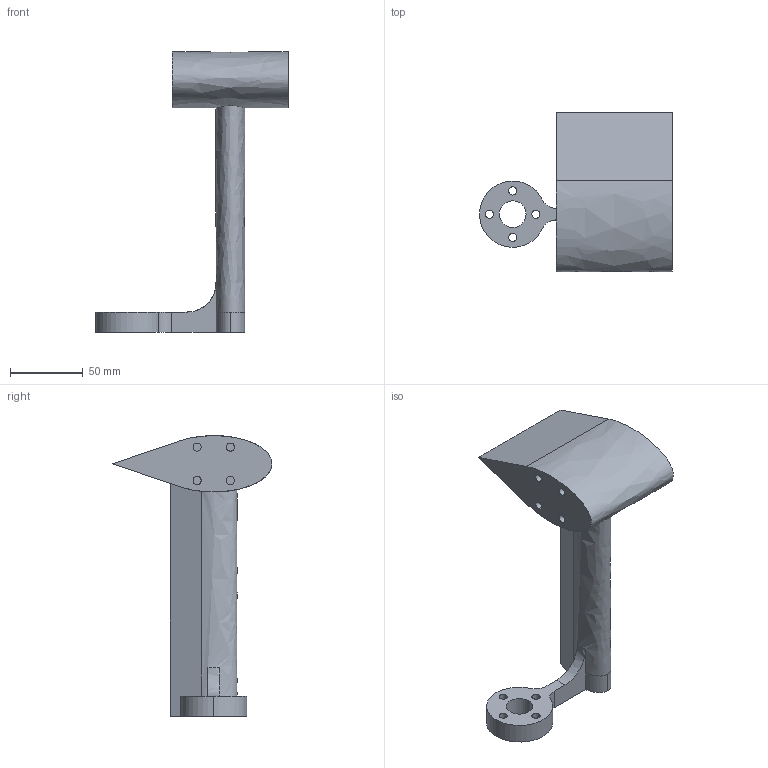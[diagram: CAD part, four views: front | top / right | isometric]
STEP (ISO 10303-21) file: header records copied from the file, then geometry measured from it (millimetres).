
FILE_DESCRIPTION (( 'STEP AP203' ), '1' );
FILE_NAME ('Cruise_Mount_Streamlined.STEP', '2025-09-04T14:20:35', ( '' ), ( '' ), 'SwSTEP 2.0', 'SolidWorks 2024', '' );
FILE_SCHEMA (( 'CONFIG_CONTROL_DESIGN' ));
Length unit declared in the file: millimetre
Products named in the file (1): Cruise_Mount_Streamlined
Bounding box: 132.8 x 110 x 193.42 mm (x, y, z)
Volume: 339506.8 mm3; surface area: 50079.1 mm2
Topology: 1 solids, 1 shells, 54 faces, 132 edges, 88 vertices
Faces by surface type: cylinder 30, plane 18, bspline 6
Entity records: 1883 total; most frequent: CARTESIAN_POINT 507, DIRECTION 275, ORIENTED_EDGE 264, EDGE_CURVE 132, AXIS2_PLACEMENT_3D 109, VERTEX_POINT 88, EDGE_LOOP 72, CIRCLE 60
